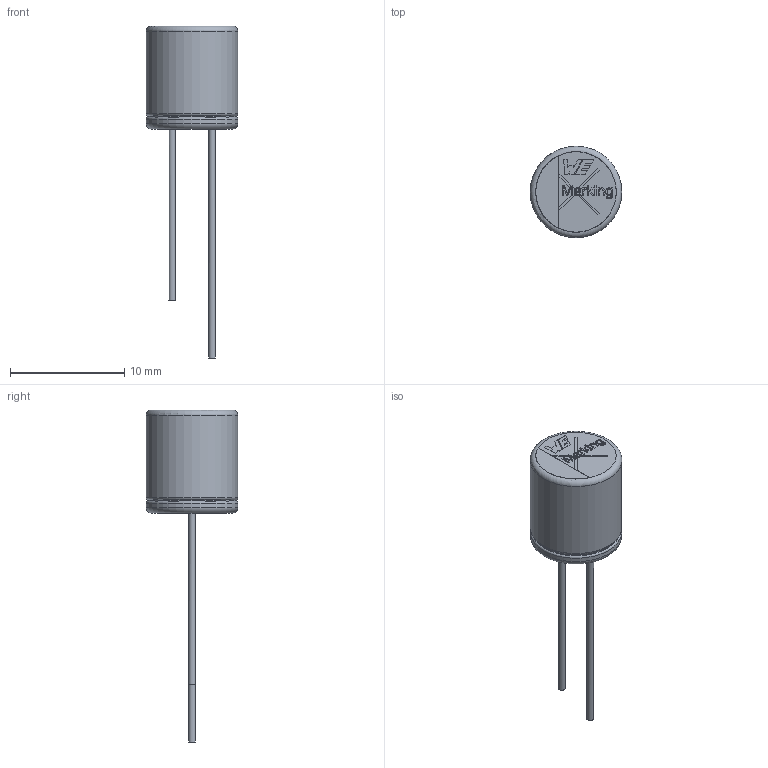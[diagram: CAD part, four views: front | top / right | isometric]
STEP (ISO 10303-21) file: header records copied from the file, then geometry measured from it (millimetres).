
FILE_DESCRIPTION(/* description */ ('Unknown'),/* implementation_level */ '2;1');
FILE_NAME(/* name */ '8x9x3.5x0.6',/* time_stamp */ '2020-04-09T11:22:39+02:00',/* author */ ('Unknown'),/* organization */ ('Unknown'),/* preprocessor_version */ 'ST-DEVELOPER v16.7',/* originating_system */ 'DEX',/* authorisation */ $);
FILE_SCHEMA (('AUTOMOTIVE_DESIGN {1 0 10303 214 3 1 1}'));
Length unit declared in the file: millimetre
Products named in the file (1): 8x9x3.5x0.6
Bounding box: 8 x 8 x 29 mm (x, y, z)
Volume: 449.1 mm3; surface area: 1035.8 mm2
Topology: 3 solids, 3 shells, 198 faces, 486 edges, 315 vertices
Faces by surface type: plane 137, cylinder 27, torus 18, bspline 16
Full cylindrical faces by diameter (mm): 0.6 x2, 0.889 x1, 1.111 x1, 1.778 x1, 2 x1, 4.444 x1, 4.667 x1, 5.333 x1, 5.556 x1, 5.778 x1, 6.622 x1, 7.038 x1, 7.483 x1, 7.503 x1, 7.703 x1, 7.78 x2, 7.8 x2, 8 x2
Entity records: 7725 total; most frequent: CARTESIAN_POINT 2156, ORIENTED_EDGE 884, DIRECTION 742, EDGE_CURVE 442, VERTEX_POINT 312, EDGE_LOOP 260, FACE_BOUND 260, AXIS2_PLACEMENT_3D 254
